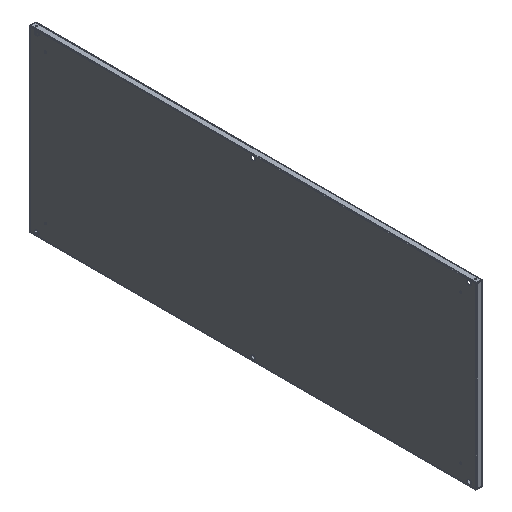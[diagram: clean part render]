
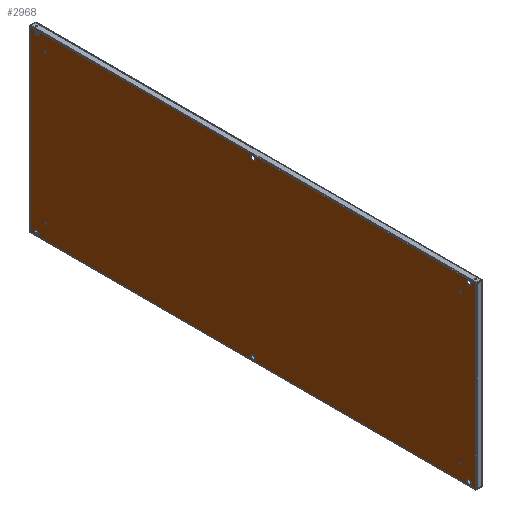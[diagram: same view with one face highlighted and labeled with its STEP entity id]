
A CAD part, isometric view. The second image highlights one B-rep face of the part: STEP entity #2968.
In plain terms, the highlighted planar face has unit normal (-1, 0, 0).
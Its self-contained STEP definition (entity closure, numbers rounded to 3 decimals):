
#8 = DIRECTION ( 'NONE',  ( 0., 1., 0. ) ) ;
#26 = DIRECTION ( 'NONE',  ( 0., -1., 0. ) ) ;
#37 = CARTESIAN_POINT ( 'NONE',  ( -2., -791.5, -281. ) ) ;
#98 = DIRECTION ( 'NONE',  ( 1., 0., 0. ) ) ;
#99 = DIRECTION ( 'NONE',  ( -1., 0., 0. ) ) ;
#101 = AXIS2_PLACEMENT_3D ( 'NONE', #1228, #1032, #1017 ) ;
#104 = CIRCLE ( 'NONE', #1776, 8. ) ;
#110 = VECTOR ( 'NONE', #623, 1000. ) ;
#152 = EDGE_LOOP ( 'NONE', ( #909 ) ) ;
#170 = EDGE_CURVE ( 'NONE', #492, #2491, #2191, .T. ) ;
#180 = CARTESIAN_POINT ( 'NONE',  ( -2., -820., -327.5 ) ) ;
#297 = DIRECTION ( 'NONE',  ( 0., 1., 0. ) ) ;
#298 = CARTESIAN_POINT ( 'NONE',  ( -2., 845., -338. ) ) ;
#313 = VECTOR ( 'NONE', #2176, 1000. ) ;
#367 = FACE_BOUND ( 'NONE', #1752, .T. ) ;
#416 = CIRCLE ( 'NONE', #2310, 8. ) ;
#482 = ORIENTED_EDGE ( 'NONE', *, *, #2359, .T. ) ;
#492 = VERTEX_POINT ( 'NONE', #1854 ) ;
#544 = EDGE_CURVE ( 'NONE', #2688, #492, #3043, .T. ) ;
#546 = DIRECTION ( 'NONE',  ( -1., 0., 0. ) ) ;
#580 = VERTEX_POINT ( 'NONE', #37 ) ;
#595 = CARTESIAN_POINT ( 'NONE',  ( -2., -8., 327.5 ) ) ;
#623 = DIRECTION ( 'NONE',  ( 0., 0., -1. ) ) ;
#640 = AXIS2_PLACEMENT_3D ( 'NONE', #180, #1170, #2188 ) ;
#686 = AXIS2_PLACEMENT_3D ( 'NONE', #1369, #546, #3123 ) ;
#688 = EDGE_LOOP ( 'NONE', ( #2014 ) ) ;
#715 = ORIENTED_EDGE ( 'NONE', *, *, #3053, .T. ) ;
#721 = EDGE_CURVE ( 'NONE', #810, #810, #104, .T. ) ;
#742 = EDGE_CURVE ( 'NONE', #1524, #1524, #1193, .T. ) ;
#770 = CARTESIAN_POINT ( 'NONE',  ( -2., 812., 327.5 ) ) ;
#810 = VERTEX_POINT ( 'NONE', #2291 ) ;
#830 = CARTESIAN_POINT ( 'NONE',  ( -2., -828., 327.5 ) ) ;
#871 = LINE ( 'NONE', #1879, #110 ) ;
#873 = PLANE ( 'NONE',  #2123 ) ;
#883 = EDGE_CURVE ( 'NONE', #1099, #2491, #2549, .T. ) ;
#884 = CIRCLE ( 'NONE', #101, 3.5 ) ;
#896 = EDGE_LOOP ( 'NONE', ( #3022 ) ) ;
#897 = ORIENTED_EDGE ( 'NONE', *, *, #883, .T. ) ;
#905 = FACE_BOUND ( 'NONE', #2626, .T. ) ;
#909 = ORIENTED_EDGE ( 'NONE', *, *, #1809, .F. ) ;
#934 = DIRECTION ( 'NONE',  ( 0., -1., 0. ) ) ;
#947 = DIRECTION ( 'NONE',  ( 1., 0., 0. ) ) ;
#975 = EDGE_CURVE ( 'NONE', #1828, #1828, #2260, .T. ) ;
#987 = ORIENTED_EDGE ( 'NONE', *, *, #1036, .T. ) ;
#1017 = DIRECTION ( 'NONE',  ( 0., -1., 0. ) ) ;
#1032 = DIRECTION ( 'NONE',  ( -1., 0., 0. ) ) ;
#1035 = VECTOR ( 'NONE', #1084, 1000. ) ;
#1036 = EDGE_CURVE ( 'NONE', #2688, #1099, #871, .T. ) ;
#1039 = AXIS2_PLACEMENT_3D ( 'NONE', #1954, #3003, #8 ) ;
#1061 = DIRECTION ( 'NONE',  ( -1., 0., 0. ) ) ;
#1070 = ORIENTED_EDGE ( 'NONE', *, *, #721, .T. ) ;
#1084 = DIRECTION ( 'NONE',  ( 0., -1., 0. ) ) ;
#1087 = AXIS2_PLACEMENT_3D ( 'NONE', #2163, #99, #1909 ) ;
#1099 = VERTEX_POINT ( 'NONE', #2234 ) ;
#1167 = ORIENTED_EDGE ( 'NONE', *, *, #2615, .T. ) ;
#1170 = DIRECTION ( 'NONE',  ( 1., 0., 0. ) ) ;
#1193 = CIRCLE ( 'NONE', #3035, 8. ) ;
#1228 = CARTESIAN_POINT ( 'NONE',  ( -2., -788., 281. ) ) ;
#1237 = EDGE_CURVE ( 'NONE', #2570, #2570, #884, .T. ) ;
#1240 = DIRECTION ( 'NONE',  ( 1., 0., 0. ) ) ;
#1255 = CARTESIAN_POINT ( 'NONE',  ( -2., -820., 327.5 ) ) ;
#1275 = VERTEX_POINT ( 'NONE', #1313 ) ;
#1288 = DIRECTION ( 'NONE',  ( 0., -1., 0. ) ) ;
#1290 = CARTESIAN_POINT ( 'NONE',  ( -2., 791.5, -281. ) ) ;
#1313 = CARTESIAN_POINT ( 'NONE',  ( -2., 791.5, 281. ) ) ;
#1336 = EDGE_LOOP ( 'NONE', ( #3099 ) ) ;
#1368 = FACE_BOUND ( 'NONE', #1336, .T. ) ;
#1369 = CARTESIAN_POINT ( 'NONE',  ( -2., 820., 327.5 ) ) ;
#1478 = ORIENTED_EDGE ( 'NONE', *, *, #170, .F. ) ;
#1480 = DIRECTION ( 'NONE',  ( -1., 0., 0. ) ) ;
#1495 = ORIENTED_EDGE ( 'NONE', *, *, #2423, .F. ) ;
#1508 = CARTESIAN_POINT ( 'NONE',  ( -2., -788., -281. ) ) ;
#1524 = VERTEX_POINT ( 'NONE', #830 ) ;
#1537 = DIRECTION ( 'NONE',  ( 0., -1., 0. ) ) ;
#1577 = CARTESIAN_POINT ( 'NONE',  ( -2., -828., -327.5 ) ) ;
#1598 = FACE_BOUND ( 'NONE', #688, .T. ) ;
#1647 = DIRECTION ( 'NONE',  ( 0., -1., 0. ) ) ;
#1655 = FACE_BOUND ( 'NONE', #2136, .T. ) ;
#1740 = CIRCLE ( 'NONE', #2384, 3.5 ) ;
#1752 = EDGE_LOOP ( 'NONE', ( #1167 ) ) ;
#1776 = AXIS2_PLACEMENT_3D ( 'NONE', #2903, #947, #1647 ) ;
#1796 = EDGE_LOOP ( 'NONE', ( #1495 ) ) ;
#1809 = EDGE_CURVE ( 'NONE', #2094, #2094, #416, .T. ) ;
#1828 = VERTEX_POINT ( 'NONE', #1290 ) ;
#1854 = CARTESIAN_POINT ( 'NONE',  ( -2., -845., 338. ) ) ;
#1861 = DIRECTION ( 'NONE',  ( 1., 0., 0. ) ) ;
#1879 = CARTESIAN_POINT ( 'NONE',  ( -2., 845., 338. ) ) ;
#1907 = CARTESIAN_POINT ( 'NONE',  ( -2., -845., 338. ) ) ;
#1909 = DIRECTION ( 'NONE',  ( 0., 1., 0. ) ) ;
#1954 = CARTESIAN_POINT ( 'NONE',  ( -2., 788., 281. ) ) ;
#1956 = CARTESIAN_POINT ( 'NONE',  ( -2., 845., 338. ) ) ;
#2014 = ORIENTED_EDGE ( 'NONE', *, *, #1237, .F. ) ;
#2094 = VERTEX_POINT ( 'NONE', #595 ) ;
#2103 = EDGE_LOOP ( 'NONE', ( #1070 ) ) ;
#2123 = AXIS2_PLACEMENT_3D ( 'NONE', #2611, #1861, #297 ) ;
#2132 = FACE_BOUND ( 'NONE', #152, .T. ) ;
#2136 = EDGE_LOOP ( 'NONE', ( #482 ) ) ;
#2163 = CARTESIAN_POINT ( 'NONE',  ( -2., 788., -281. ) ) ;
#2166 = FACE_BOUND ( 'NONE', #896, .T. ) ;
#2176 = DIRECTION ( 'NONE',  ( 0., 0., -1. ) ) ;
#2188 = DIRECTION ( 'NONE',  ( 0., -1., 0. ) ) ;
#2191 = LINE ( 'NONE', #1907, #313 ) ;
#2192 = ORIENTED_EDGE ( 'NONE', *, *, #544, .F. ) ;
#2208 = CIRCLE ( 'NONE', #1039, 3.5 ) ;
#2234 = CARTESIAN_POINT ( 'NONE',  ( -2., 845., -338. ) ) ;
#2260 = CIRCLE ( 'NONE', #1087, 3.5 ) ;
#2282 = CARTESIAN_POINT ( 'NONE',  ( -2., 0., 327.5 ) ) ;
#2291 = CARTESIAN_POINT ( 'NONE',  ( -2., 812., -327.5 ) ) ;
#2310 = AXIS2_PLACEMENT_3D ( 'NONE', #2282, #1480, #26 ) ;
#2356 = VERTEX_POINT ( 'NONE', #1577 ) ;
#2359 = EDGE_CURVE ( 'NONE', #1275, #1275, #2208, .T. ) ;
#2384 = AXIS2_PLACEMENT_3D ( 'NONE', #1508, #1240, #934 ) ;
#2417 = CIRCLE ( 'NONE', #686, 8. ) ;
#2423 = EDGE_CURVE ( 'NONE', #2536, #2536, #2417, .T. ) ;
#2482 = CARTESIAN_POINT ( 'NONE',  ( -2., -845., -338. ) ) ;
#2491 = VERTEX_POINT ( 'NONE', #2482 ) ;
#2525 = EDGE_LOOP ( 'NONE', ( #2802 ) ) ;
#2536 = VERTEX_POINT ( 'NONE', #770 ) ;
#2549 = LINE ( 'NONE', #298, #3085 ) ;
#2551 = CARTESIAN_POINT ( 'NONE',  ( -2., -8., -327.5 ) ) ;
#2570 = VERTEX_POINT ( 'NONE', #2835 ) ;
#2611 = CARTESIAN_POINT ( 'NONE',  ( -2., 845., 338. ) ) ;
#2615 = EDGE_CURVE ( 'NONE', #2356, #2356, #3048, .T. ) ;
#2618 = FACE_BOUND ( 'NONE', #2525, .T. ) ;
#2626 = EDGE_LOOP ( 'NONE', ( #715 ) ) ;
#2646 = AXIS2_PLACEMENT_3D ( 'NONE', #2846, #98, #2793 ) ;
#2669 = FACE_BOUND ( 'NONE', #1796, .T. ) ;
#2688 = VERTEX_POINT ( 'NONE', #1956 ) ;
#2793 = DIRECTION ( 'NONE',  ( 0., -1., 0. ) ) ;
#2802 = ORIENTED_EDGE ( 'NONE', *, *, #2816, .T. ) ;
#2816 = EDGE_CURVE ( 'NONE', #580, #580, #1740, .T. ) ;
#2835 = CARTESIAN_POINT ( 'NONE',  ( -2., -791.5, 281. ) ) ;
#2846 = CARTESIAN_POINT ( 'NONE',  ( -2., 0., -327.5 ) ) ;
#2869 = CARTESIAN_POINT ( 'NONE',  ( -2., 845., 338. ) ) ;
#2903 = CARTESIAN_POINT ( 'NONE',  ( -2., 820., -327.5 ) ) ;
#2926 = EDGE_LOOP ( 'NONE', ( #897, #1478, #2192, #987 ) ) ;
#2968 = ADVANCED_FACE ( 'NONE', ( #1655, #2166, #2618, #3164, #367, #905, #1368, #2669, #1598, #2132, #3122 ), #873, .F. ) ;
#3003 = DIRECTION ( 'NONE',  ( 1., 0., 0. ) ) ;
#3022 = ORIENTED_EDGE ( 'NONE', *, *, #975, .F. ) ;
#3035 = AXIS2_PLACEMENT_3D ( 'NONE', #1255, #1061, #1537 ) ;
#3043 = LINE ( 'NONE', #2869, #1035 ) ;
#3048 = CIRCLE ( 'NONE', #640, 8. ) ;
#3053 = EDGE_CURVE ( 'NONE', #3073, #3073, #3214, .T. ) ;
#3073 = VERTEX_POINT ( 'NONE', #2551 ) ;
#3085 = VECTOR ( 'NONE', #1288, 1000. ) ;
#3099 = ORIENTED_EDGE ( 'NONE', *, *, #742, .F. ) ;
#3122 = FACE_OUTER_BOUND ( 'NONE', #2926, .T. ) ;
#3123 = DIRECTION ( 'NONE',  ( 0., -1., 0. ) ) ;
#3164 = FACE_BOUND ( 'NONE', #2103, .T. ) ;
#3214 = CIRCLE ( 'NONE', #2646, 8. ) ;
